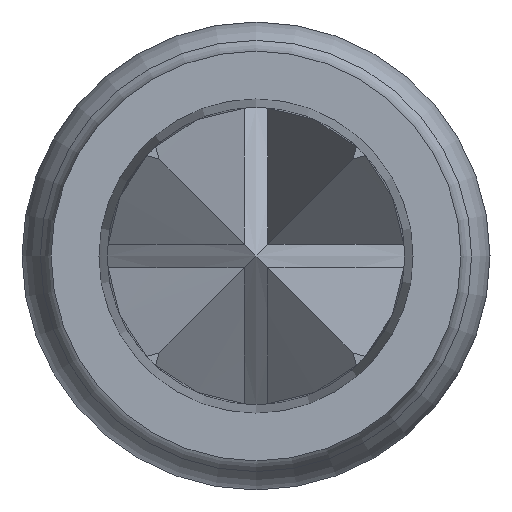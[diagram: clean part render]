
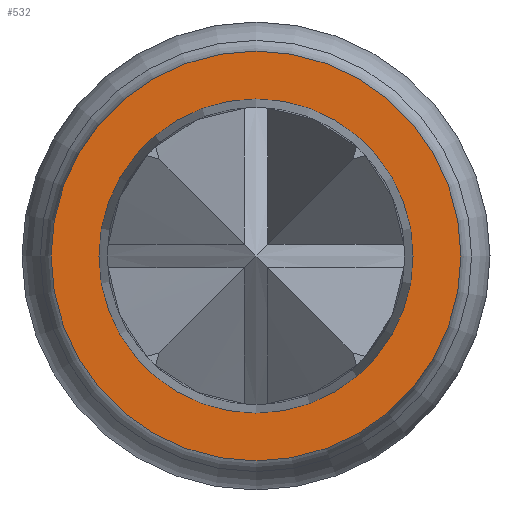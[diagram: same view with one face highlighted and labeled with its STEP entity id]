
A CAD part, left-side view. The second image highlights one B-rep face of the part: STEP entity #532.
In plain terms, the highlighted planar face has unit normal (-1, 0, 0).
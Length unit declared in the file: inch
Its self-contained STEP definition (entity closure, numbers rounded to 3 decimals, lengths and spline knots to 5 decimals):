
#30 = CARTESIAN_POINT ( 'NONE',  ( 0., 0., 0. ) ) ;
#40 = DIRECTION ( 'NONE',  ( 0., 0., 1. ) ) ;
#79 = FACE_BOUND ( 'NONE', #1061, .T. ) ;
#140 = AXIS2_PLACEMENT_3D ( 'NONE', #30, #1166, #942 ) ;
#200 = DIRECTION ( 'NONE',  ( -1., 0., 0. ) ) ;
#223 = EDGE_CURVE ( 'NONE', #482, #482, #863, .T. ) ;
#240 = CARTESIAN_POINT ( 'NONE',  ( 0., 0., 0.01349 ) ) ;
#292 = EDGE_LOOP ( 'NONE', ( #1341 ) ) ;
#302 = ORIENTED_EDGE ( 'NONE', *, *, #708, .F. ) ;
#337 = CIRCLE ( 'NONE', #386, 0.01349 ) ;
#342 = CARTESIAN_POINT ( 'NONE',  ( 0., 0., 0. ) ) ;
#351 = VERTEX_POINT ( 'NONE', #240 ) ;
#386 = AXIS2_PLACEMENT_3D ( 'NONE', #342, #964, #40 ) ;
#482 = VERTEX_POINT ( 'NONE', #1336 ) ;
#519 = DIRECTION ( 'NONE',  ( 0., 0., 1. ) ) ;
#532 = ADVANCED_FACE ( 'NONE', ( #79, #1247 ), #1359, .T. ) ;
#708 = EDGE_CURVE ( 'NONE', #351, #351, #337, .T. ) ;
#718 = AXIS2_PLACEMENT_3D ( 'NONE', #1278, #200, #519 ) ;
#863 = CIRCLE ( 'NONE', #140, 0.0176 ) ;
#942 = DIRECTION ( 'NONE',  ( 0., 0., -1. ) ) ;
#964 = DIRECTION ( 'NONE',  ( -1., 0., 0. ) ) ;
#1061 = EDGE_LOOP ( 'NONE', ( #302 ) ) ;
#1166 = DIRECTION ( 'NONE',  ( 1., 0., 0. ) ) ;
#1247 = FACE_OUTER_BOUND ( 'NONE', #292, .T. ) ;
#1278 = CARTESIAN_POINT ( 'NONE',  ( 0., 0.0165, 0. ) ) ;
#1336 = CARTESIAN_POINT ( 'NONE',  ( 0., 0., -0.0176 ) ) ;
#1341 = ORIENTED_EDGE ( 'NONE', *, *, #223, .F. ) ;
#1359 = PLANE ( 'NONE',  #718 ) ;
